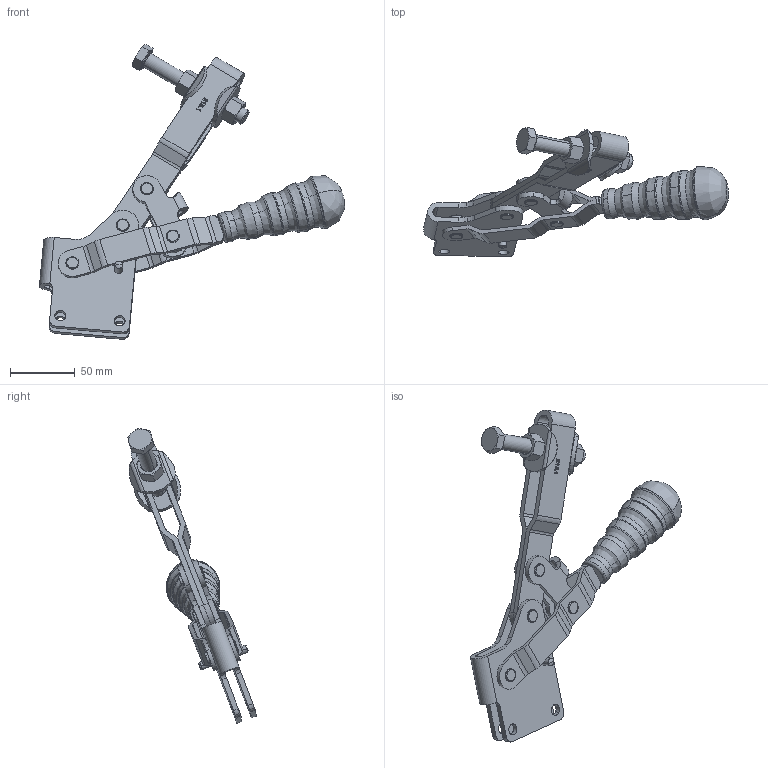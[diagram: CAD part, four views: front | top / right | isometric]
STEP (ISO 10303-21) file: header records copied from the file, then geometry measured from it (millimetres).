
FILE_DESCRIPTION((''),'2;1');
FILE_NAME('215.1-opened.stp','2005-09-27T20:53:32',('Kysilko'),(''),'Autodesk Inventor 8','Autodesk Inventor 8','');
FILE_SCHEMA(('AUTOMOTIVE_DESIGN { 1 0 10303 214 1 1 1 1 }'));
Length unit declared in the file: millimetre
Products named in the file (1): Part15
Bounding box: 236.23 x 99.71 x 228.17 mm (x, y, z)
Volume: 210646.5 mm3; surface area: 86085.6 mm2
Topology: 1 solids, 3 shells, 1453 faces, 4953 edges, 3103 vertices
Faces by surface type: plane 734, cone 358, cylinder 236, bspline 99, torus 24, sphere 2
Entity records: 57468 total; most frequent: CARTESIAN_POINT 14960, ORIENTED_EDGE 9886, DIRECTION 8729, EDGE_CURVE 4943, AXIS2_PLACEMENT_3D 3128, VERTEX_POINT 3103, VECTOR 2473, LINE 2473
